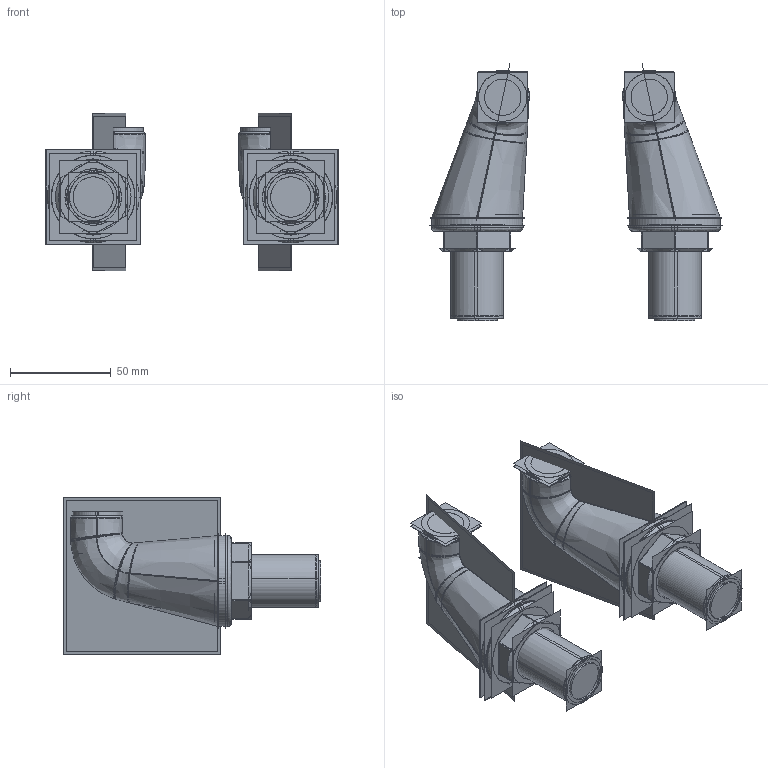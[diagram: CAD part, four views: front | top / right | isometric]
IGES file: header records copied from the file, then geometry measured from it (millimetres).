
Start section:  PTC IGES file: aa001dc_asm.igs
Global section: file name: aa001dc_asm.igs; native system: Pro/ENGINEER by Parametric Technology Corporation; preprocessor: 2009360; author: user33; organization: Unknown; date: 20191219.150153; units: millimetre
Bounding box: 145.34 x 127.5 x 78 mm (x, y, z)
Volume: 174556.8 mm3; surface area: 380384.6 mm2
Topology: 10 solids, 14 shells, 420 faces, 1952 edges, 2420 vertices
Faces by surface type: bspline 252, revolution 168
